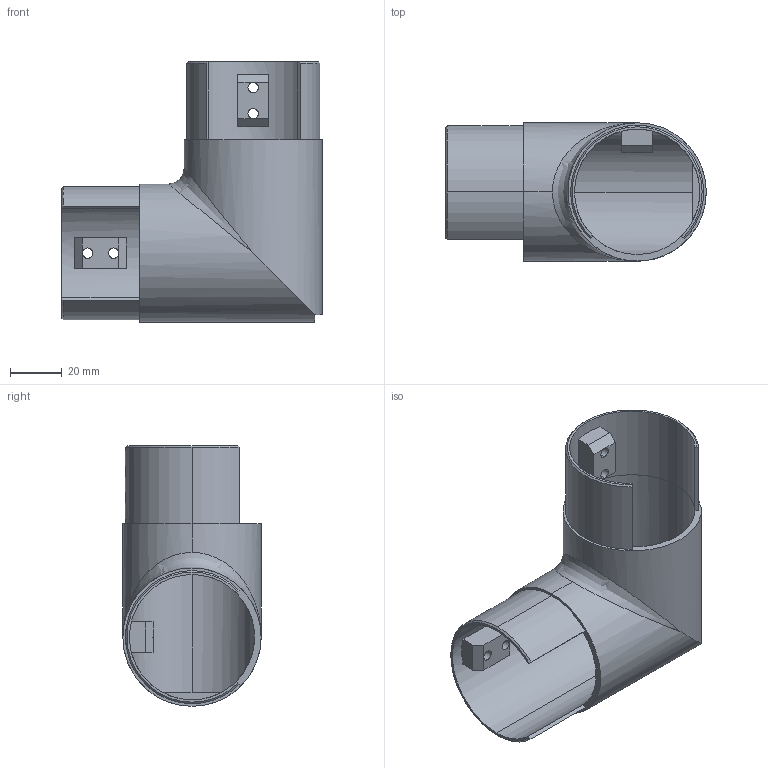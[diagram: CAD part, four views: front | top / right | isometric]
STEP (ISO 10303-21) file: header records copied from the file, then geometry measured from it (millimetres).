
FILE_DESCRIPTION (( 'STEP AP203' ), '1' );
FILE_NAME ('3D_GN6014_42.4x1.5_188461183.STEP', '2024-09-23T14:34:30', ( '' ), ( '' ), 'SwSTEP 2.0', 'SolidWorks 2024', '' );
FILE_SCHEMA (( 'CONFIG_CONTROL_DESIGN' ));
Length unit declared in the file: millimetre
Products named in the file (1): 3D_GN6014_42.4x1.5_188461183
Bounding box: 100.45 x 53.3 x 100.45 mm (x, y, z)
Volume: 49175.4 mm3; surface area: 44608.2 mm2
Topology: 2 solids, 2 shells, 59 faces, 156 edges, 97 vertices
Faces by surface type: plane 27, cylinder 25, cone 6, bspline 1
Entity records: 2222 total; most frequent: CARTESIAN_POINT 676, DIRECTION 310, ORIENTED_EDGE 308, EDGE_CURVE 154, AXIS2_PLACEMENT_3D 113, VERTEX_POINT 97, LINE 84, VECTOR 84
